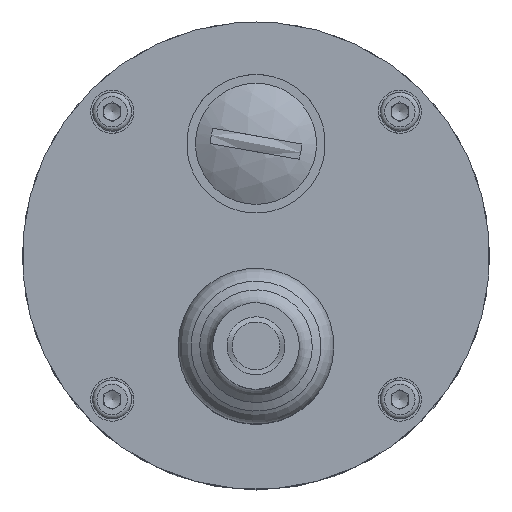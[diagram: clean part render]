
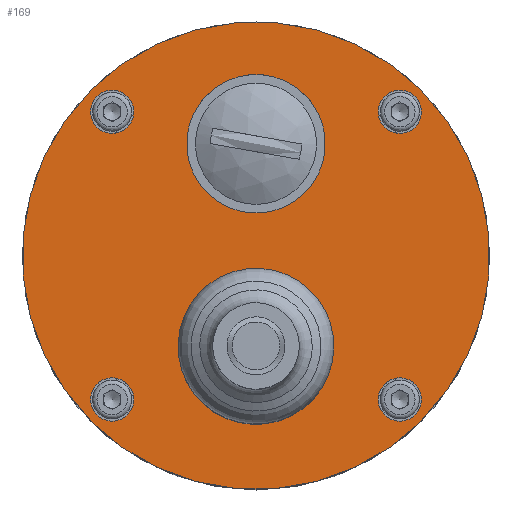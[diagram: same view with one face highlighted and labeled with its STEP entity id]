
A CAD part, top view. The second image highlights one B-rep face of the part: STEP entity #169.
In plain terms, the highlighted planar face has unit normal (0, 0, 1).
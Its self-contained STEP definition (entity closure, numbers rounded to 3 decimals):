
#115 = CIRCLE ( 'NONE', #2283, 6.45 ) ;
#169 = ADVANCED_FACE ( 'NONE', ( #736, #709, #729, #738, #706, #700, #698 ), #1071, .F. ) ;
#175 = ORIENTED_EDGE ( 'NONE', *, *, #1118, .F. ) ;
#208 = EDGE_LOOP ( 'NONE', ( #1585 ) ) ;
#495 = DIRECTION ( 'NONE',  ( 0.707, -0.707, 0. ) ) ;
#504 = DIRECTION ( 'NONE',  ( 0., 0., 1. ) ) ;
#511 = CARTESIAN_POINT ( 'NONE',  ( -16.617, 16.617, 23. ) ) ;
#561 = DIRECTION ( 'NONE',  ( 0., 0., 1. ) ) ;
#642 = VERTEX_POINT ( 'NONE', #2319 ) ;
#677 = VERTEX_POINT ( 'NONE', #1307 ) ;
#697 = VERTEX_POINT ( 'NONE', #1456 ) ;
#698 = FACE_OUTER_BOUND ( 'NONE', #993, .T. ) ;
#700 = FACE_BOUND ( 'NONE', #2437, .T. ) ;
#706 = FACE_BOUND ( 'NONE', #1513, .T. ) ;
#709 = FACE_BOUND ( 'NONE', #208, .T. ) ;
#729 = FACE_BOUND ( 'NONE', #1322, .T. ) ;
#732 = VERTEX_POINT ( 'NONE', #2068 ) ;
#736 = FACE_BOUND ( 'NONE', #1676, .T. ) ;
#738 = FACE_BOUND ( 'NONE', #2284, .T. ) ;
#754 = AXIS2_PLACEMENT_3D ( 'NONE', #982, #1058, #1043 ) ;
#774 = VERTEX_POINT ( 'NONE', #874 ) ;
#782 = VERTEX_POINT ( 'NONE', #1882 ) ;
#792 = EDGE_CURVE ( 'NONE', #831, #831, #115, .T. ) ;
#831 = VERTEX_POINT ( 'NONE', #2342 ) ;
#874 = CARTESIAN_POINT ( 'NONE',  ( 18.385, -18.385, 23. ) ) ;
#970 = EDGE_CURVE ( 'NONE', #782, #782, #2019, .T. ) ;
#982 = CARTESIAN_POINT ( 'NONE',  ( 19.092, 19.092, 23. ) ) ;
#993 = EDGE_LOOP ( 'NONE', ( #1420 ) ) ;
#1043 = DIRECTION ( 'NONE',  ( -0.707, 0.707, 0. ) ) ;
#1058 = DIRECTION ( 'NONE',  ( 0., 0., -1. ) ) ;
#1070 = DIRECTION ( 'NONE',  ( 0.707, -0.707, 0. ) ) ;
#1071 = PLANE ( 'NONE',  #754 ) ;
#1082 = DIRECTION ( 'NONE',  ( 0., 0., 1. ) ) ;
#1087 = CARTESIAN_POINT ( 'NONE',  ( 0., 12.92, 23. ) ) ;
#1118 = EDGE_CURVE ( 'NONE', #774, #774, #2572, .T. ) ;
#1130 = AXIS2_PLACEMENT_3D ( 'NONE', #2055, #561, #1857 ) ;
#1201 = DIRECTION ( 'NONE',  ( 0.707, -0.707, 0. ) ) ;
#1218 = ORIENTED_EDGE ( 'NONE', *, *, #1636, .F. ) ;
#1224 = DIRECTION ( 'NONE',  ( 0., 0., 1. ) ) ;
#1230 = CARTESIAN_POINT ( 'NONE',  ( 0., 0., 23. ) ) ;
#1263 = EDGE_CURVE ( 'NONE', #732, #732, #1994, .T. ) ;
#1264 = CIRCLE ( 'NONE', #1130, 2.5 ) ;
#1297 = EDGE_CURVE ( 'NONE', #697, #697, #1926, .T. ) ;
#1307 = CARTESIAN_POINT ( 'NONE',  ( -14.849, 14.849, 23. ) ) ;
#1322 = EDGE_LOOP ( 'NONE', ( #175 ) ) ;
#1420 = ORIENTED_EDGE ( 'NONE', *, *, #1263, .T. ) ;
#1456 = CARTESIAN_POINT ( 'NONE',  ( 5.657, 7.263, 23. ) ) ;
#1513 = EDGE_LOOP ( 'NONE', ( #1797 ) ) ;
#1582 = AXIS2_PLACEMENT_3D ( 'NONE', #511, #504, #495 ) ;
#1585 = ORIENTED_EDGE ( 'NONE', *, *, #2483, .F. ) ;
#1636 = EDGE_CURVE ( 'NONE', #677, #677, #1819, .T. ) ;
#1674 = DIRECTION ( 'NONE',  ( 0.707, -0.707, 0. ) ) ;
#1676 = EDGE_LOOP ( 'NONE', ( #2202 ) ) ;
#1684 = DIRECTION ( 'NONE',  ( 0., 0., 1. ) ) ;
#1691 = CARTESIAN_POINT ( 'NONE',  ( 16.617, -16.617, 23. ) ) ;
#1797 = ORIENTED_EDGE ( 'NONE', *, *, #970, .F. ) ;
#1819 = CIRCLE ( 'NONE', #1582, 2.5 ) ;
#1821 = AXIS2_PLACEMENT_3D ( 'NONE', #1087, #1082, #1070 ) ;
#1857 = DIRECTION ( 'NONE',  ( 0.707, -0.707, 0. ) ) ;
#1859 = AXIS2_PLACEMENT_3D ( 'NONE', #1230, #1224, #1201 ) ;
#1882 = CARTESIAN_POINT ( 'NONE',  ( -14.849, -18.385, 23. ) ) ;
#1926 = CIRCLE ( 'NONE', #1821, 8. ) ;
#1994 = CIRCLE ( 'NONE', #1859, 27. ) ;
#2009 = DIRECTION ( 'NONE',  ( 0.707, -0.707, 0. ) ) ;
#2016 = DIRECTION ( 'NONE',  ( 0., 0., 1. ) ) ;
#2018 = AXIS2_PLACEMENT_3D ( 'NONE', #1691, #1684, #1674 ) ;
#2019 = CIRCLE ( 'NONE', #2127, 2.5 ) ;
#2022 = CARTESIAN_POINT ( 'NONE',  ( -16.617, -16.617, 23. ) ) ;
#2055 = CARTESIAN_POINT ( 'NONE',  ( 16.617, 16.617, 23. ) ) ;
#2068 = CARTESIAN_POINT ( 'NONE',  ( 19.092, -19.092, 23. ) ) ;
#2073 = ORIENTED_EDGE ( 'NONE', *, *, #1297, .F. ) ;
#2127 = AXIS2_PLACEMENT_3D ( 'NONE', #2022, #2016, #2009 ) ;
#2202 = ORIENTED_EDGE ( 'NONE', *, *, #792, .F. ) ;
#2283 = AXIS2_PLACEMENT_3D ( 'NONE', #2532, #2526, #2523 ) ;
#2284 = EDGE_LOOP ( 'NONE', ( #1218 ) ) ;
#2319 = CARTESIAN_POINT ( 'NONE',  ( 18.385, 14.849, 23. ) ) ;
#2342 = CARTESIAN_POINT ( 'NONE',  ( 4.561, -15.061, 23. ) ) ;
#2437 = EDGE_LOOP ( 'NONE', ( #2073 ) ) ;
#2483 = EDGE_CURVE ( 'NONE', #642, #642, #1264, .T. ) ;
#2523 = DIRECTION ( 'NONE',  ( 0.707, -0.707, 0. ) ) ;
#2526 = DIRECTION ( 'NONE',  ( 0., 0., 1. ) ) ;
#2532 = CARTESIAN_POINT ( 'NONE',  ( 0., -10.5, 23. ) ) ;
#2572 = CIRCLE ( 'NONE', #2018, 2.5 ) ;
